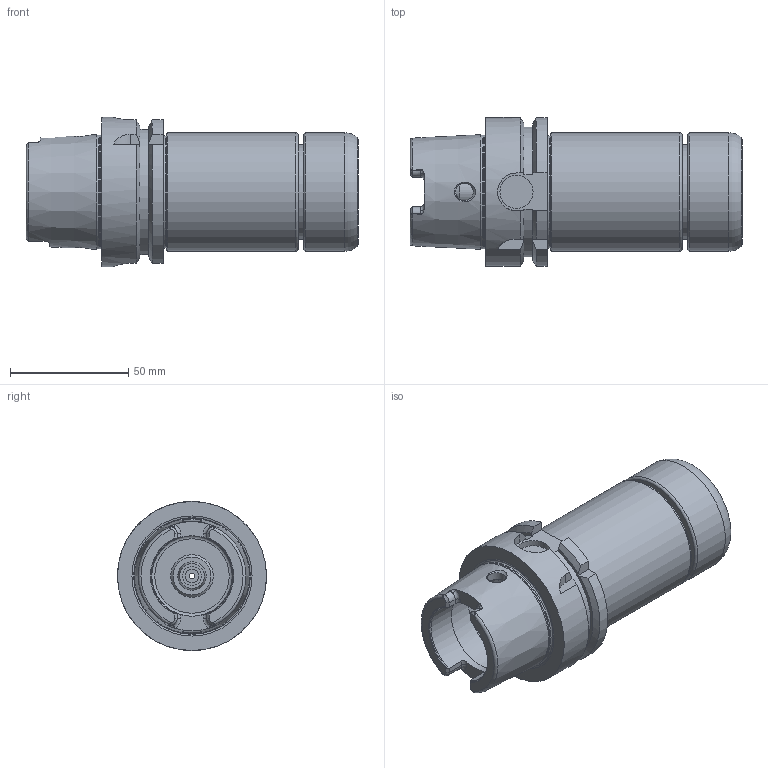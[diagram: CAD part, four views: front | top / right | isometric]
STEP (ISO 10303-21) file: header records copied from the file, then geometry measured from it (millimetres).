
FILE_DESCRIPTION((''),'2;1');
FILE_NAME('HSK63A-SMH32-108.stp','2020-06-23T13:26:44',('nttooll'),(''),'Autodesk Inventor 2012','Autodesk Inventor 2012','');
FILE_SCHEMA(('AUTOMOTIVE_DESIGN { 1 0 10303 214 1 1 1 1 }'));
Length unit declared in the file: millimetre
Products named in the file (1): HSK63A-SMH32-108-
Bounding box: 140.35 x 63 x 63 mm (x, y, z)
Volume: 211626.9 mm3; surface area: 44209.9 mm2
Topology: 1 solids, 1 shells, 160 faces, 381 edges, 239 vertices
Faces by surface type: plane 61, cylinder 48, cone 30, torus 21
Full cylindrical faces by diameter (mm): 2.5 x1, 5.8 x1, 6 x1, 6.9 x1, 7.5 x2, 8 x2, 11.3 x1, 12 x1, 14 x1, 18 x1, 20.2 x1, 23.5 x1, 27 x1, 30.15 x1, 34 x1, 34.5 x1, 40 x3, 40.2 x1, 47 x1, 48 x1, 50 x2, 63 x1
Entity records: 4628 total; most frequent: CARTESIAN_POINT 1175, DIRECTION 728, ORIENTED_EDGE 636, EDGE_CURVE 318, AXIS2_PLACEMENT_3D 311, EDGE_LOOP 236, VERTEX_POINT 230, FACE_OUTER_BOUND 160
